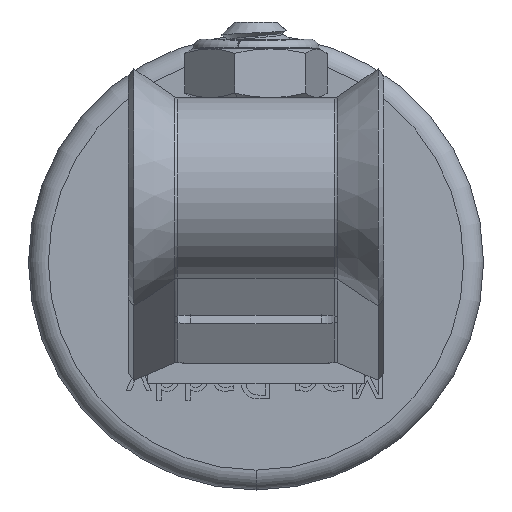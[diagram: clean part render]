
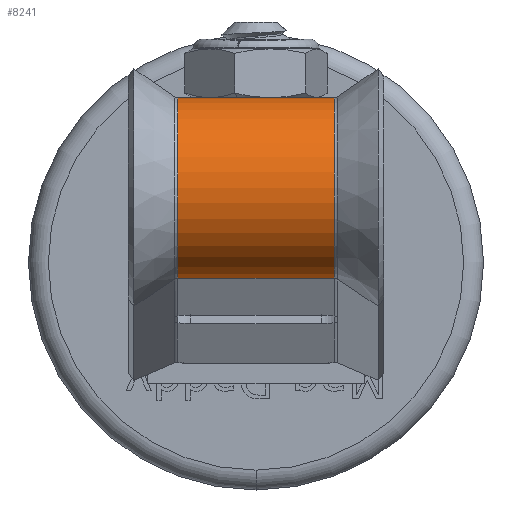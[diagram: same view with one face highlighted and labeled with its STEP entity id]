
A CAD part, front view. The second image highlights one B-rep face of the part: STEP entity #8241.
In plain terms, the highlighted cylindrical face has radius 8.001 mm (diameter 16.002 mm), a partial arc.
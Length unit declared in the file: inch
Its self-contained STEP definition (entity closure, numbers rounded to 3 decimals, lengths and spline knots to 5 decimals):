
#1077 = VERTEX_POINT ( 'NONE', #9255 ) ;
#3801 = ORIENTED_EDGE ( 'NONE', *, *, #6086, .F. ) ;
#6086 = EDGE_CURVE ( 'NONE', #11630, #1077, #14002, .T. ) ;
#6441 = CARTESIAN_POINT ( 'NONE',  ( -0.27, -2.775, -0.28 ) ) ;
#7269 = ORIENTED_EDGE ( 'NONE', *, *, #17855, .T. ) ;
#7794 = FACE_OUTER_BOUND ( 'NONE', #12193, .T. ) ;
#8241 = ADVANCED_FACE ( 'NONE', ( #7794 ), #19883, .T. ) ;
#9255 = CARTESIAN_POINT ( 'NONE',  ( 0.27, -2.83705, -0.58883 ) ) ;
#9705 = CARTESIAN_POINT ( 'NONE',  ( 0.27, -2.775, -0.28 ) ) ;
#10333 = CARTESIAN_POINT ( 'NONE',  ( -0.27, -2.775, 0.035 ) ) ;
#11550 = LINE ( 'NONE', #15342, #19671 ) ;
#11630 = VERTEX_POINT ( 'NONE', #20390 ) ;
#11725 = LINE ( 'NONE', #21416, #20779 ) ;
#11936 = EDGE_CURVE ( 'NONE', #25851, #11630, #11725, .T. ) ;
#12082 = DIRECTION ( 'NONE',  ( 1., 0., 0. ) ) ;
#12193 = EDGE_LOOP ( 'NONE', ( #3801, #20932, #16380, #7269 ) ) ;
#12498 = DIRECTION ( 'NONE',  ( 0., 0., 1. ) ) ;
#13109 = VERTEX_POINT ( 'NONE', #22263 ) ;
#14002 = CIRCLE ( 'NONE', #25297, 0.315 ) ;
#14092 = DIRECTION ( 'NONE',  ( 1., 0., 0. ) ) ;
#14466 = DIRECTION ( 'NONE',  ( 1., 0., 0. ) ) ;
#15342 = CARTESIAN_POINT ( 'NONE',  ( -0.27, -2.83705, -0.58883 ) ) ;
#15726 = EDGE_CURVE ( 'NONE', #25851, #13109, #25515, .T. ) ;
#15812 = CARTESIAN_POINT ( 'NONE',  ( 0., -2.775, -0.28 ) ) ;
#16380 = ORIENTED_EDGE ( 'NONE', *, *, #15726, .T. ) ;
#17584 = DIRECTION ( 'NONE',  ( 1., 0., 0. ) ) ;
#17721 = DIRECTION ( 'NONE',  ( 0., 0., 1. ) ) ;
#17855 = EDGE_CURVE ( 'NONE', #13109, #1077, #11550, .T. ) ;
#18434 = AXIS2_PLACEMENT_3D ( 'NONE', #6441, #14466, #12498 ) ;
#19671 = VECTOR ( 'NONE', #17584, 39.37008 ) ;
#19883 = CYLINDRICAL_SURFACE ( 'NONE', #24031, 0.315 ) ;
#20390 = CARTESIAN_POINT ( 'NONE',  ( 0.27, -2.775, 0.035 ) ) ;
#20779 = VECTOR ( 'NONE', #23369, 39.37008 ) ;
#20932 = ORIENTED_EDGE ( 'NONE', *, *, #11936, .F. ) ;
#21416 = CARTESIAN_POINT ( 'NONE',  ( -0.27, -2.775, 0.035 ) ) ;
#22090 = DIRECTION ( 'NONE',  ( 0., 0., -1. ) ) ;
#22263 = CARTESIAN_POINT ( 'NONE',  ( -0.27, -2.83705, -0.58883 ) ) ;
#23369 = DIRECTION ( 'NONE',  ( 1., 0., 0. ) ) ;
#24031 = AXIS2_PLACEMENT_3D ( 'NONE', #15812, #14092, #22090 ) ;
#25297 = AXIS2_PLACEMENT_3D ( 'NONE', #9705, #12082, #17721 ) ;
#25515 = CIRCLE ( 'NONE', #18434, 0.315 ) ;
#25851 = VERTEX_POINT ( 'NONE', #10333 ) ;
